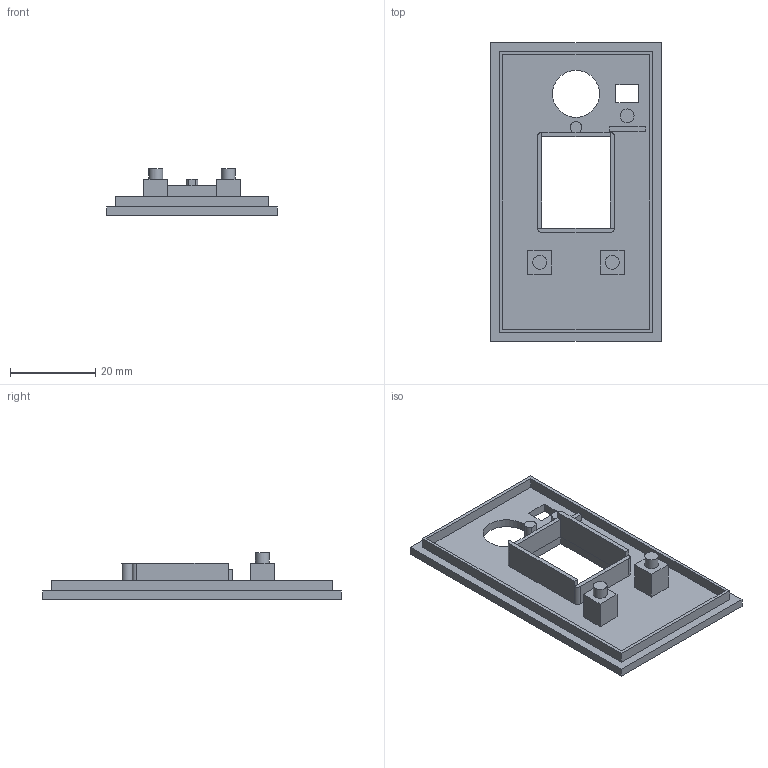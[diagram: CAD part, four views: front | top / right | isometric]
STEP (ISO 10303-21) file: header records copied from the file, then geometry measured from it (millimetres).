
FILE_DESCRIPTION(('FreeCAD Model'),'2;1');
FILE_NAME('Open CASCADE Shape Model','2024-05-21T10:25:38',(''),(''), 'Open CASCADE STEP processor 7.7','FreeCAD','Unknown');
FILE_SCHEMA(('AUTOMOTIVE_DESIGN { 1 0 10303 214 1 1 1 1 }'));
Length unit declared in the file: millimetre
Products named in the file (1): Body
Bounding box: 40 x 70 x 11 mm (x, y, z)
Volume: 6050.2 mm3; surface area: 7731.2 mm2
Topology: 1 solids, 1 shells, 71 faces, 169 edges, 108 vertices
Faces by surface type: plane 62, cylinder 9
Full cylindrical faces by diameter (mm): 3.2 x1, 3.25 x2, 11 x1
Entity records: 2043 total; most frequent: CARTESIAN_POINT 349, ORIENTED_EDGE 338, DIRECTION 331, EDGE_CURVE 169, LINE 151, VECTOR 151, VERTEX_POINT 108, AXIS2_PLACEMENT_3D 90
